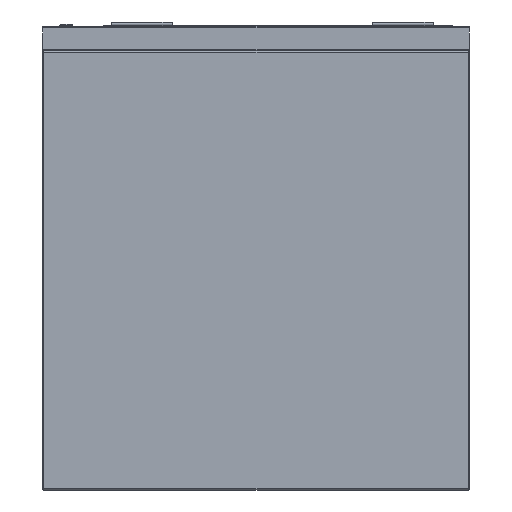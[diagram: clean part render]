
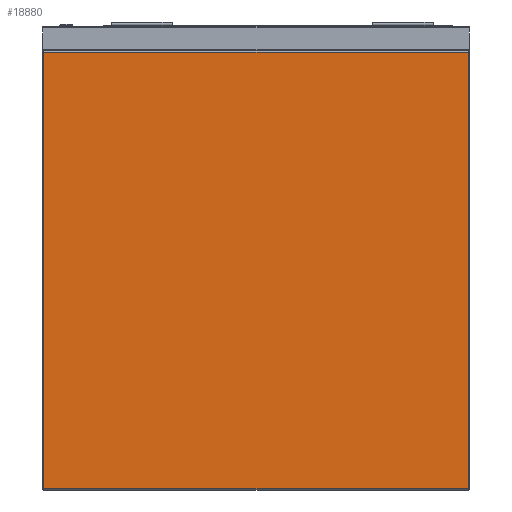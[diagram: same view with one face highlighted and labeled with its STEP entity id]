
A CAD part, left-side view. The second image highlights one B-rep face of the part: STEP entity #18880.
In plain terms, the highlighted planar face has unit normal (-1, 0, 0).
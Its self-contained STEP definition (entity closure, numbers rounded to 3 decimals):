
#1157 = AXIS2_PLACEMENT_3D ( 'NONE', #17256, #18812, #18516 ) ;
#1294 = VECTOR ( 'NONE', #16156, 1000. ) ;
#3217 = ORIENTED_EDGE ( 'NONE', *, *, #16418, .T. ) ;
#3553 = EDGE_CURVE ( 'NONE', #11766, #16420, #18634, .T. ) ;
#3633 = CARTESIAN_POINT ( 'NONE',  ( -1030., 348., -42. ) ) ;
#3731 = EDGE_CURVE ( 'NONE', #6370, #14606, #5553, .T. ) ;
#4940 = CARTESIAN_POINT ( 'NONE',  ( -1030., -350., -758. ) ) ;
#5295 = CARTESIAN_POINT ( 'NONE',  ( -1030., -348., -42. ) ) ;
#5553 = LINE ( 'NONE', #19760, #6100 ) ;
#5873 = ORIENTED_EDGE ( 'NONE', *, *, #3553, .T. ) ;
#6100 = VECTOR ( 'NONE', #18113, 1000. ) ;
#6370 = VERTEX_POINT ( 'NONE', #18351 ) ;
#6442 = DIRECTION ( 'NONE',  ( 0., 1., 0. ) ) ;
#6606 = EDGE_CURVE ( 'NONE', #16420, #6370, #9823, .T. ) ;
#7425 = ORIENTED_EDGE ( 'NONE', *, *, #3731, .T. ) ;
#9823 = LINE ( 'NONE', #4940, #1294 ) ;
#10760 = CARTESIAN_POINT ( 'NONE',  ( -1030., 348., -760. ) ) ;
#11130 = LINE ( 'NONE', #15778, #11338 ) ;
#11338 = VECTOR ( 'NONE', #6442, 1000. ) ;
#11405 = ORIENTED_EDGE ( 'NONE', *, *, #6606, .T. ) ;
#11766 = VERTEX_POINT ( 'NONE', #3633 ) ;
#12553 = EDGE_LOOP ( 'NONE', ( #7425, #3217, #5873, #11405 ) ) ;
#14606 = VERTEX_POINT ( 'NONE', #5295 ) ;
#15570 = CARTESIAN_POINT ( 'NONE',  ( -1030., 348., -758. ) ) ;
#15778 = CARTESIAN_POINT ( 'NONE',  ( -1030., 350., -42. ) ) ;
#15809 = PLANE ( 'NONE',  #1157 ) ;
#16156 = DIRECTION ( 'NONE',  ( 0., -1., 0. ) ) ;
#16418 = EDGE_CURVE ( 'NONE', #14606, #11766, #11130, .T. ) ;
#16420 = VERTEX_POINT ( 'NONE', #15570 ) ;
#17081 = DIRECTION ( 'NONE',  ( 0., 0., -1. ) ) ;
#17256 = CARTESIAN_POINT ( 'NONE',  ( -1030., -350., -760. ) ) ;
#18113 = DIRECTION ( 'NONE',  ( 0., 0., 1. ) ) ;
#18351 = CARTESIAN_POINT ( 'NONE',  ( -1030., -348., -758. ) ) ;
#18516 = DIRECTION ( 'NONE',  ( 0., 0., 1. ) ) ;
#18634 = LINE ( 'NONE', #10760, #19610 ) ;
#18812 = DIRECTION ( 'NONE',  ( -1., 0., 0. ) ) ;
#18880 = ADVANCED_FACE ( 'Fl�che7', ( #20156 ), #15809, .T. ) ;
#19610 = VECTOR ( 'NONE', #17081, 1000. ) ;
#19760 = CARTESIAN_POINT ( 'NONE',  ( -1030., -348., -760. ) ) ;
#20156 = FACE_OUTER_BOUND ( 'NONE', #12553, .T. ) ;
